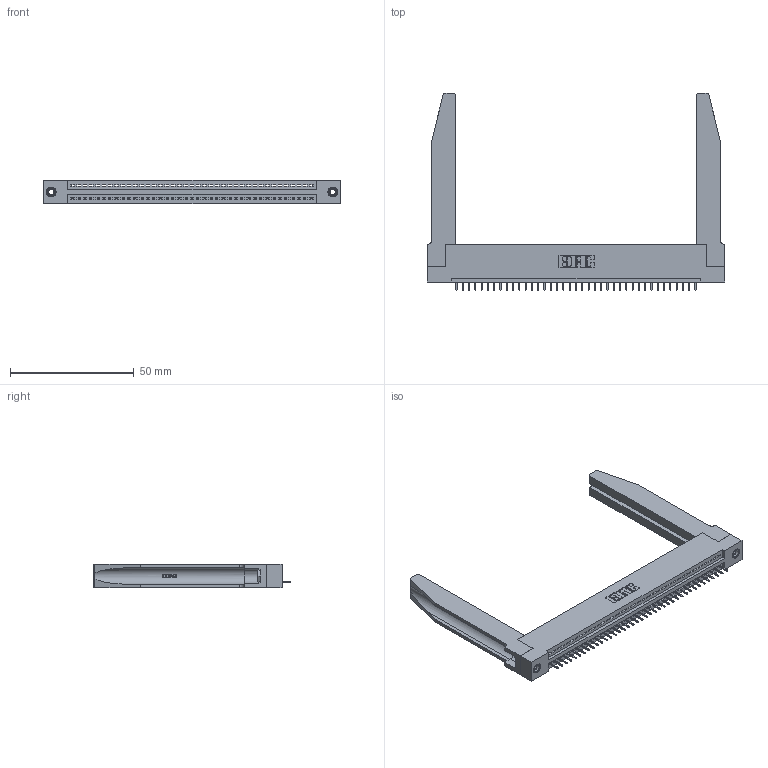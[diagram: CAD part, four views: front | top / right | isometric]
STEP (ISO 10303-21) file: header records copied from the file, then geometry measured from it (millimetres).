
FILE_DESCRIPTION (( 'STEP AP203' ), '1' );
FILE_NAME ('395-039-525-178.STEP', '2020-09-24T01:40:05', ( '' ), ( '' ), 'SwSTEP 2.0', 'SolidWorks 2020', '' );
FILE_SCHEMA (( 'CONFIG_CONTROL_DESIGN' ));
Length unit declared in the file: inch
Products named in the file (5): 345-292-001_345-293-125; 395-039-525-178; 345-250-001_345-250-001-102; 345 Part_Flush Mounting Lugs - 0.156 Dia-TH; 345-220-078_345-220-078
Assembly tree (44 placements, depth 2):
  395-039-525-178
    345 Part_Flush Mounting Lugs - 0.156 Dia-TH
    345-292-001_345-293-125  x39
    345-250-001_345-250-001-102  x2
    345-220-078_345-220-078  x2
Bounding box: 120.29 x 79.68 x 9.4 mm (x, y, z)
Volume: 19012.4 mm3; surface area: 21213.2 mm2
Topology: 44 solids, 44 shells, 2778 faces, 7969 edges, 5146 vertices
Faces by surface type: plane 2016, cylinder 710, bspline 36, cone 12, torus 4
Entity records: 34570 total; most frequent: CARTESIAN_POINT 6884, ORIENTED_EDGE 5754, DIRECTION 5025, EDGE_CURVE 2877, LINE 2499, VECTOR 2499, VERTEX_POINT 1908, AXIS2_PLACEMENT_3D 1263
